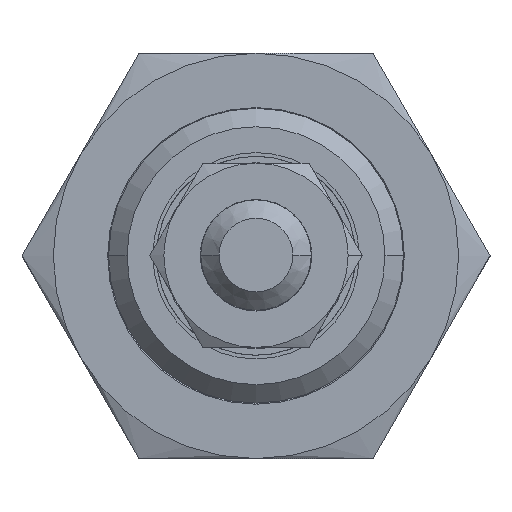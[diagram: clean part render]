
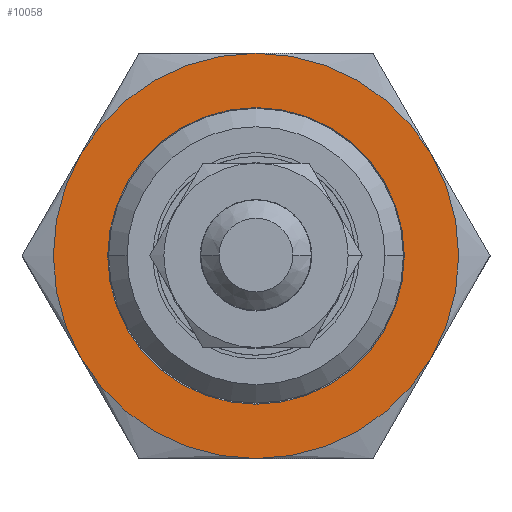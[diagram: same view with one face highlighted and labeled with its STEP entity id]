
A CAD part, top view. The second image highlights one B-rep face of the part: STEP entity #10058.
In plain terms, the highlighted planar face has unit normal (0, 0, 1).
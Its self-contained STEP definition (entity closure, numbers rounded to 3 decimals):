
#82 = CIRCLE ( 'NONE', #1037, 11. ) ;
#317 = AXIS2_PLACEMENT_3D ( 'NONE', #10117, #5783, #9460 ) ;
#337 = CIRCLE ( 'NONE', #6580, 11. ) ;
#439 = EDGE_CURVE ( 'NONE', #9885, #10402, #3534, .T. ) ;
#835 = EDGE_CURVE ( 'NONE', #10494, #10725, #1274, .T. ) ;
#1037 = AXIS2_PLACEMENT_3D ( 'NONE', #4285, #1442, #5116 ) ;
#1075 = CARTESIAN_POINT ( 'NONE',  ( 0., 0., 564.5 ) ) ;
#1094 = DIRECTION ( 'NONE',  ( 0.866, 0.5, 0. ) ) ;
#1172 = CARTESIAN_POINT ( 'NONE',  ( -9.526, -5.5, 564.5 ) ) ;
#1274 = CIRCLE ( 'NONE', #7867, 11. ) ;
#1407 = EDGE_LOOP ( 'NONE', ( #11658, #8982 ) ) ;
#1433 = EDGE_CURVE ( 'NONE', #8839, #10494, #337, .T. ) ;
#1442 = DIRECTION ( 'NONE',  ( 0., 0., -1. ) ) ;
#1465 = CARTESIAN_POINT ( 'NONE',  ( 0., 0., 564.5 ) ) ;
#1561 = DIRECTION ( 'NONE',  ( 0.866, 0.5, 0. ) ) ;
#1872 = DIRECTION ( 'NONE',  ( 0., 0., -1. ) ) ;
#1936 = CARTESIAN_POINT ( 'NONE',  ( 6.972, 4.025, 564.5 ) ) ;
#1977 = CARTESIAN_POINT ( 'NONE',  ( 0., 0., 564.5 ) ) ;
#2207 = CARTESIAN_POINT ( 'NONE',  ( 9.526, -5.5, 564.5 ) ) ;
#2224 = PLANE ( 'NONE',  #4261 ) ;
#2651 = DIRECTION ( 'NONE',  ( 0.866, 0.5, 0. ) ) ;
#2845 = CARTESIAN_POINT ( 'NONE',  ( 0., 0., 564.5 ) ) ;
#3034 = CIRCLE ( 'NONE', #5320, 11. ) ;
#3222 = CARTESIAN_POINT ( 'NONE',  ( -6.972, -4.025, 564.5 ) ) ;
#3412 = DIRECTION ( 'NONE',  ( 0.866, 0.5, 0. ) ) ;
#3534 = CIRCLE ( 'NONE', #3902, 11. ) ;
#3902 = AXIS2_PLACEMENT_3D ( 'NONE', #1977, #1872, #1094 ) ;
#4112 = ORIENTED_EDGE ( 'NONE', *, *, #7228, .F. ) ;
#4261 = AXIS2_PLACEMENT_3D ( 'NONE', #9677, #6070, #6946 ) ;
#4285 = CARTESIAN_POINT ( 'NONE',  ( 0., 0., 564.5 ) ) ;
#4308 = DIRECTION ( 'NONE',  ( 0., 0., -1. ) ) ;
#4431 = ORIENTED_EDGE ( 'NONE', *, *, #4933, .F. ) ;
#4683 = EDGE_CURVE ( 'NONE', #10725, #6271, #6062, .T. ) ;
#4933 = EDGE_CURVE ( 'NONE', #10402, #8839, #3034, .T. ) ;
#5116 = DIRECTION ( 'NONE',  ( 0.866, 0.5, 0. ) ) ;
#5320 = AXIS2_PLACEMENT_3D ( 'NONE', #9694, #4308, #2651 ) ;
#5783 = DIRECTION ( 'NONE',  ( 0., 0., -1. ) ) ;
#5912 = AXIS2_PLACEMENT_3D ( 'NONE', #1465, #6207, #3412 ) ;
#6058 = ORIENTED_EDGE ( 'NONE', *, *, #835, .F. ) ;
#6062 = CIRCLE ( 'NONE', #10222, 11. ) ;
#6063 = EDGE_CURVE ( 'NONE', #8741, #8469, #8175, .T. ) ;
#6067 = CARTESIAN_POINT ( 'NONE',  ( 0., 0., 564.5 ) ) ;
#6070 = DIRECTION ( 'NONE',  ( 0., 0., -1. ) ) ;
#6207 = DIRECTION ( 'NONE',  ( 0., 0., -1. ) ) ;
#6271 = VERTEX_POINT ( 'NONE', #1172 ) ;
#6346 = ORIENTED_EDGE ( 'NONE', *, *, #1433, .F. ) ;
#6451 = DIRECTION ( 'NONE',  ( 0.866, 0.5, 0. ) ) ;
#6580 = AXIS2_PLACEMENT_3D ( 'NONE', #6067, #11320, #1561 ) ;
#6747 = ORIENTED_EDGE ( 'NONE', *, *, #4683, .F. ) ;
#6946 = DIRECTION ( 'NONE',  ( 0.866, 0.5, 0. ) ) ;
#7217 = DIRECTION ( 'NONE',  ( 0., 0., -1. ) ) ;
#7228 = EDGE_CURVE ( 'NONE', #6271, #9885, #82, .T. ) ;
#7475 = CARTESIAN_POINT ( 'NONE',  ( 9.526, 5.5, 564.5 ) ) ;
#7703 = FACE_BOUND ( 'NONE', #1407, .T. ) ;
#7867 = AXIS2_PLACEMENT_3D ( 'NONE', #2845, #11595, #6451 ) ;
#7962 = EDGE_LOOP ( 'NONE', ( #6346, #4431, #10712, #4112, #6747, #6058 ) ) ;
#8175 = CIRCLE ( 'NONE', #5912, 8.05 ) ;
#8233 = CIRCLE ( 'NONE', #317, 8.05 ) ;
#8262 = DIRECTION ( 'NONE',  ( 0.866, 0.5, 0. ) ) ;
#8469 = VERTEX_POINT ( 'NONE', #3222 ) ;
#8741 = VERTEX_POINT ( 'NONE', #1936 ) ;
#8839 = VERTEX_POINT ( 'NONE', #7475 ) ;
#8982 = ORIENTED_EDGE ( 'NONE', *, *, #6063, .T. ) ;
#9460 = DIRECTION ( 'NONE',  ( 0.866, 0.5, 0. ) ) ;
#9677 = CARTESIAN_POINT ( 'NONE',  ( 0., 0., 564.5 ) ) ;
#9694 = CARTESIAN_POINT ( 'NONE',  ( 0., 0., 564.5 ) ) ;
#9885 = VERTEX_POINT ( 'NONE', #11569 ) ;
#10058 = ADVANCED_FACE ( 'NONE', ( #7703, #10444 ), #2224, .F. ) ;
#10117 = CARTESIAN_POINT ( 'NONE',  ( 0., 0., 564.5 ) ) ;
#10143 = CARTESIAN_POINT ( 'NONE',  ( 0., 11., 564.5 ) ) ;
#10222 = AXIS2_PLACEMENT_3D ( 'NONE', #1075, #7217, #8262 ) ;
#10402 = VERTEX_POINT ( 'NONE', #10143 ) ;
#10444 = FACE_OUTER_BOUND ( 'NONE', #7962, .T. ) ;
#10494 = VERTEX_POINT ( 'NONE', #2207 ) ;
#10712 = ORIENTED_EDGE ( 'NONE', *, *, #439, .F. ) ;
#10725 = VERTEX_POINT ( 'NONE', #11480 ) ;
#10812 = EDGE_CURVE ( 'NONE', #8469, #8741, #8233, .T. ) ;
#11320 = DIRECTION ( 'NONE',  ( 0., 0., -1. ) ) ;
#11480 = CARTESIAN_POINT ( 'NONE',  ( 0., -11., 564.5 ) ) ;
#11569 = CARTESIAN_POINT ( 'NONE',  ( -9.526, 5.5, 564.5 ) ) ;
#11595 = DIRECTION ( 'NONE',  ( 0., 0., -1. ) ) ;
#11658 = ORIENTED_EDGE ( 'NONE', *, *, #10812, .T. ) ;
